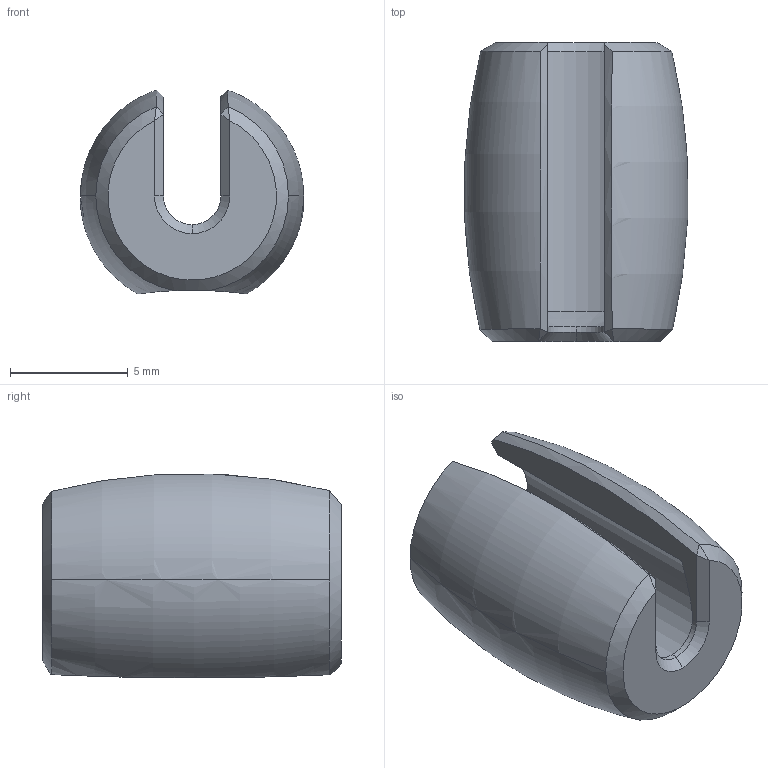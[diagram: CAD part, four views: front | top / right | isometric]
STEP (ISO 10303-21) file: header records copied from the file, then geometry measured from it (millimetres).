
FILE_DESCRIPTION (( 'STEP AP214' ), '1' );
FILE_NAME ('CS0007.STEP', '2025-04-11T15:52:01', ( '' ), ( '' ), 'SwSTEP 2.0', 'SolidWorks 2023', '' );
FILE_SCHEMA (( 'AUTOMOTIVE_DESIGN' ));
Length unit declared in the file: inch
Products named in the file (1): CS0007
Bounding box: 9.49 x 12.7 x 8.67 mm (x, y, z)
Volume: 397.8 mm3; surface area: 617.2 mm2
Topology: 1 solids, 1 shells, 25 faces, 60 edges, 37 vertices
Faces by surface type: plane 8, cone 7, cylinder 4, torus 4, bspline 2
Entity records: 1155 total; most frequent: CARTESIAN_POINT 577, ORIENTED_EDGE 120, DIRECTION 109, EDGE_CURVE 60, AXIS2_PLACEMENT_3D 46, VERTEX_POINT 37, EDGE_LOOP 25, FACE_OUTER_BOUND 25
